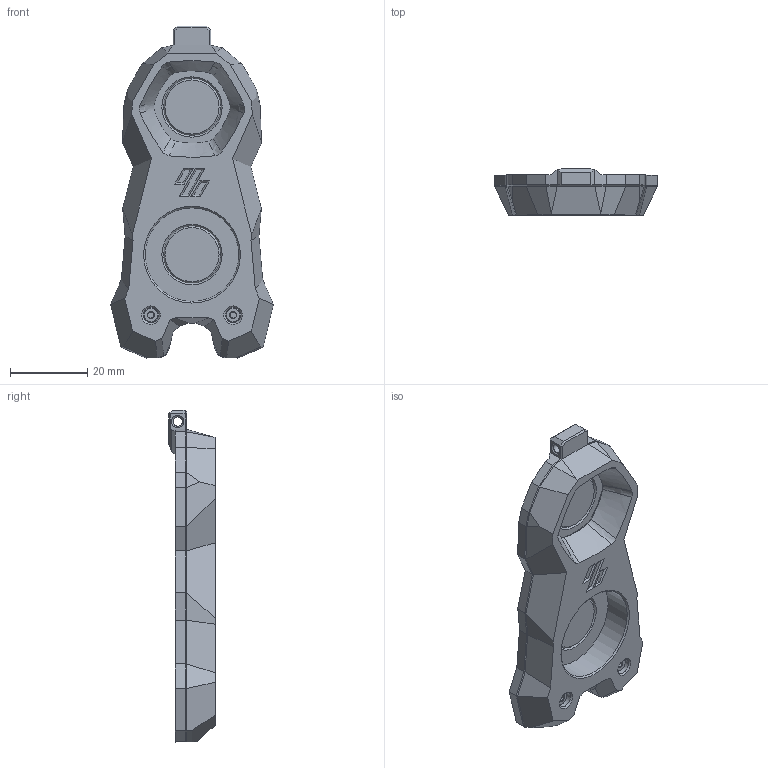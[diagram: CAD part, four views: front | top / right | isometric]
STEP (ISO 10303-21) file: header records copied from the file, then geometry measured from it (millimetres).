
FILE_DESCRIPTION(/* description */ (''),/* implementation_level */ '2;1');
FILE_NAME(/* name */ 'StealthBurner_Ornament.step',/* time_stamp */ '2023-11-22T20:37:57-07:00',/* author */ (''),/* organization */ (''),/* preprocessor_version */ 'ST-DEVELOPER v20',/* originating_system */ 'Autodesk Translation Framework v12.14.0.127',/* authorisation */ '');
FILE_SCHEMA (('AUTOMOTIVE_DESIGN { 1 0 10303 214 3 1 1 }'));
Length unit declared in the file: millimetre
Products named in the file (5): StealthOrnament; Front; Rear; Hardware; M2x6 SHCS
Assembly tree (7 placements, depth 3):
  StealthOrnament
    Front
    Rear
    Hardware
      M2x6 SHCS  x4
Bounding box: 42.16 x 12 x 85.94 mm (x, y, z)
Volume: 18981.2 mm3; surface area: 12885.7 mm2
Topology: 6 solids, 6 shells, 340 faces, 815 edges, 501 vertices
Faces by surface type: plane 235, cone 49, bspline 36, cylinder 20
Full cylindrical faces by diameter (mm): 1.9 x6, 2 x4, 2.4 x1, 3.8 x4, 4 x4, 24.242 x1
Entity records: 9641 total; most frequent: CARTESIAN_POINT 2950, ORIENTED_EDGE 1414, DIRECTION 1209, EDGE_CURVE 707, LINE 579, VECTOR 579, VERTEX_POINT 444, AXIS2_PLACEMENT_3D 315
